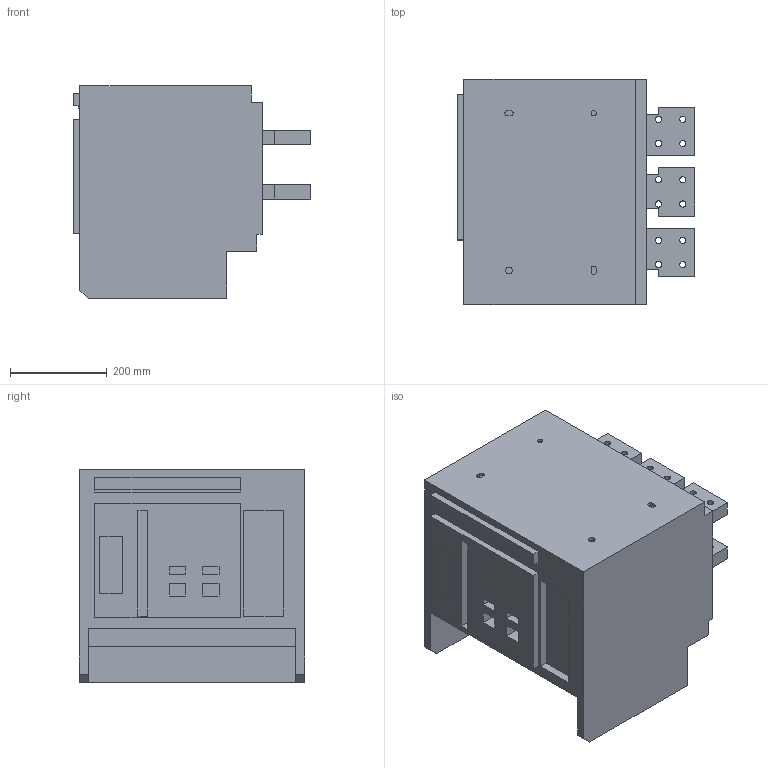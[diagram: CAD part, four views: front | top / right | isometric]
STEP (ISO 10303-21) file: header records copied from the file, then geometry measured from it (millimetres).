
FILE_DESCRIPTION((''),'2;1');
FILE_NAME('NA1-3200-3-3200A-DRAW-OUT','2019-05-07T',('hyha'),(''),'CREO PARAMETRIC BY PTC INC, 2015480','CREO PARAMETRIC BY PTC INC, 2015480','');
FILE_SCHEMA(('CONFIG_CONTROL_DESIGN'));
Length unit declared in the file: millimetre
Products named in the file (1): NA1-3200-3-3200A-DRAW-OUT
Bounding box: 491 x 465 x 439 mm (x, y, z)
Volume: 69162546.5 mm3; surface area: 1452421.4 mm2
Topology: 1 solids, 2 shells, 195 faces, 624 edges, 452 vertices
Faces by surface type: plane 127, cylinder 68
Entity records: 7222 total; most frequent: CARTESIAN_POINT 1271, ORIENTED_EDGE 1248, DIRECTION 1222, EDGE_CURVE 624, VERTEX_POINT 452, VECTOR 416, LINE 416, AXIS2_PLACEMENT_3D 403
